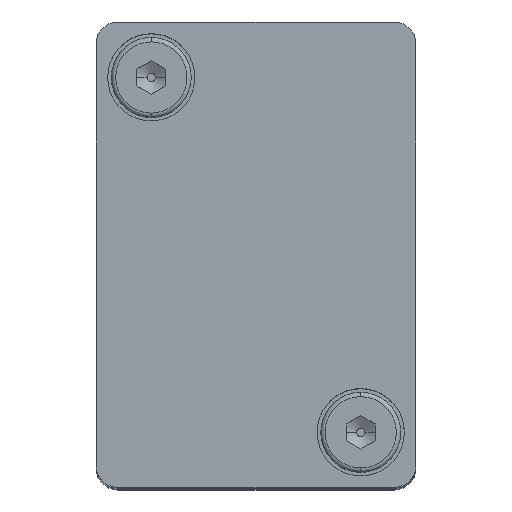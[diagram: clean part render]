
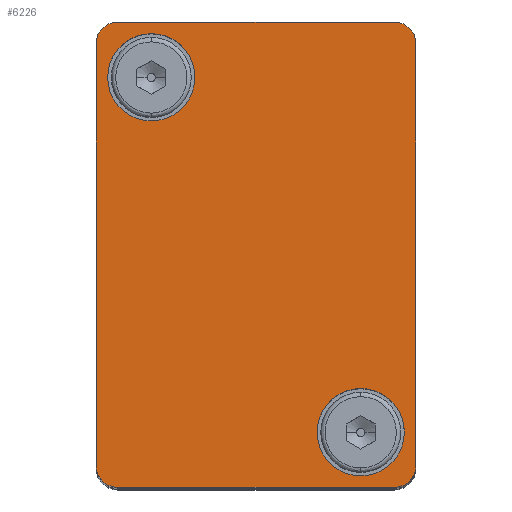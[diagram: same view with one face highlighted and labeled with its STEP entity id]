
A CAD part, top view. The second image highlights one B-rep face of the part: STEP entity #6226.
In plain terms, the highlighted face is planar.
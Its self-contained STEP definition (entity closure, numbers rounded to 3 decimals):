
#154=CARTESIAN_POINT('',(7.2,19.75,15.2));
#155=VERTEX_POINT('',#154);
#171=CARTESIAN_POINT('',(7.2,19.75,9.2));
#172=VERTEX_POINT('',#171);
#179=CARTESIAN_POINT('',(7.2,19.75,12.2));
#180=DIRECTION('',(0.0,-1.0,0.0));
#181=DIRECTION('',(0.0,0.0,1.0));
#182=AXIS2_PLACEMENT_3D('',#179,#180,#181);
#183=CIRCLE('',#182,3.0);
#184=EDGE_CURVE('',#155,#172,#183,.T.);
#196=CARTESIAN_POINT('',(-7.2,19.75,-9.2));
#197=VERTEX_POINT('',#196);
#213=CARTESIAN_POINT('',(-7.2,19.75,-15.2));
#214=VERTEX_POINT('',#213);
#221=CARTESIAN_POINT('',(-7.2,19.75,-12.2));
#222=DIRECTION('',(0.0,-1.0,0.0));
#223=DIRECTION('',(0.0,0.0,1.0));
#224=AXIS2_PLACEMENT_3D('',#221,#222,#223);
#225=CIRCLE('',#224,3.0);
#226=EDGE_CURVE('',#197,#214,#225,.T.);
#238=CARTESIAN_POINT('',(-10.561,19.75,15.561));
#239=VERTEX_POINT('',#238);
#255=CARTESIAN_POINT('',(-9.5,19.75,16.));
#256=VERTEX_POINT('',#255);
#263=CARTESIAN_POINT('',(-9.5,19.75,14.5));
#264=DIRECTION('',(0.0,-1.,0.0));
#265=DIRECTION('',(-0.707,0.0,0.707));
#266=AXIS2_PLACEMENT_3D('',#263,#264,#265);
#267=CIRCLE('',#266,1.5);
#268=EDGE_CURVE('',#256,#239,#267,.T.);
#280=CARTESIAN_POINT('',(-10.561,19.75,-15.561));
#281=VERTEX_POINT('',#280);
#297=CARTESIAN_POINT('',(-11.0,19.75,-14.5));
#298=VERTEX_POINT('',#297);
#305=CARTESIAN_POINT('',(-9.5,19.75,-14.5));
#306=DIRECTION('',(0.0,-1.,0.0));
#307=DIRECTION('',(-0.707,0.0,-0.707));
#308=AXIS2_PLACEMENT_3D('',#305,#306,#307);
#309=CIRCLE('',#308,1.5);
#310=EDGE_CURVE('',#298,#281,#309,.T.);
#322=CARTESIAN_POINT('',(10.561,19.75,-15.561));
#323=VERTEX_POINT('',#322);
#339=CARTESIAN_POINT('',(9.5,19.75,-16.0));
#340=VERTEX_POINT('',#339);
#347=CARTESIAN_POINT('',(9.5,19.75,-14.5));
#348=DIRECTION('',(0.0,-1.,0.0));
#349=DIRECTION('',(0.707,0.0,-0.707));
#350=AXIS2_PLACEMENT_3D('',#347,#348,#349);
#351=CIRCLE('',#350,1.5);
#352=EDGE_CURVE('',#340,#323,#351,.T.);
#364=CARTESIAN_POINT('',(10.561,19.75,15.561));
#365=VERTEX_POINT('',#364);
#381=CARTESIAN_POINT('',(11.0,19.75,14.5));
#382=VERTEX_POINT('',#381);
#389=CARTESIAN_POINT('',(9.5,19.75,14.5));
#390=DIRECTION('',(0.0,-1.,0.0));
#391=DIRECTION('',(0.707,0.0,0.707));
#392=AXIS2_PLACEMENT_3D('',#389,#390,#391);
#393=CIRCLE('',#392,1.5);
#394=EDGE_CURVE('',#382,#365,#393,.T.);
#6093=CARTESIAN_POINT('',(9.5,19.75,16.));
#6094=VERTEX_POINT('',#6093);
#6095=CARTESIAN_POINT('',(9.5,19.75,14.5));
#6096=DIRECTION('',(0.0,-1.,0.0));
#6097=DIRECTION('',(0.707,0.0,0.707));
#6098=AXIS2_PLACEMENT_3D('',#6095,#6096,#6097);
#6099=CIRCLE('',#6098,1.5);
#6100=EDGE_CURVE('',#365,#6094,#6099,.T.);
#6126=CARTESIAN_POINT('',(9.5,19.75,16.));
#6127=DIRECTION('',(-1.0,0.0,0.0));
#6128=VECTOR('',#6127,19.0);
#6129=LINE('',#6126,#6128);
#6130=EDGE_CURVE('',#6094,#256,#6129,.T.);
#6148=CARTESIAN_POINT('',(0.,19.75,0.));
#6149=DIRECTION('',(0.0,1.0,0.0));
#6150=DIRECTION('',(0.0,0.0,1.0));
#6151=AXIS2_PLACEMENT_3D('',#6148,#6149,#6150);
#6152=PLANE('',#6151);
#6153=ORIENTED_EDGE('',*,*,#394,.F.);
#6154=CARTESIAN_POINT('',(11.0,19.75,-14.5));
#6155=VERTEX_POINT('',#6154);
#6156=CARTESIAN_POINT('',(11.0,19.75,-14.5));
#6157=DIRECTION('',(0.0,0.0,1.0));
#6158=VECTOR('',#6157,29.0);
#6159=LINE('',#6156,#6158);
#6160=EDGE_CURVE('',#6155,#382,#6159,.T.);
#6161=ORIENTED_EDGE('',*,*,#6160,.F.);
#6162=CARTESIAN_POINT('',(9.5,19.75,-14.5));
#6163=DIRECTION('',(0.0,-1.,0.0));
#6164=DIRECTION('',(0.707,0.0,-0.707));
#6165=AXIS2_PLACEMENT_3D('',#6162,#6163,#6164);
#6166=CIRCLE('',#6165,1.5);
#6167=EDGE_CURVE('',#323,#6155,#6166,.T.);
#6168=ORIENTED_EDGE('',*,*,#6167,.F.);
#6169=ORIENTED_EDGE('',*,*,#352,.F.);
#6170=CARTESIAN_POINT('',(-9.5,19.75,-16.));
#6171=VERTEX_POINT('',#6170);
#6172=CARTESIAN_POINT('',(-9.5,19.75,-16.));
#6173=DIRECTION('',(1.0,0.0,0.0));
#6174=VECTOR('',#6173,19.0);
#6175=LINE('',#6172,#6174);
#6176=EDGE_CURVE('',#6171,#340,#6175,.T.);
#6177=ORIENTED_EDGE('',*,*,#6176,.F.);
#6178=CARTESIAN_POINT('',(-9.5,19.75,-14.5));
#6179=DIRECTION('',(0.0,-1.,0.0));
#6180=DIRECTION('',(-0.707,0.0,-0.707));
#6181=AXIS2_PLACEMENT_3D('',#6178,#6179,#6180);
#6182=CIRCLE('',#6181,1.5);
#6183=EDGE_CURVE('',#281,#6171,#6182,.T.);
#6184=ORIENTED_EDGE('',*,*,#6183,.F.);
#6185=ORIENTED_EDGE('',*,*,#310,.F.);
#6186=CARTESIAN_POINT('',(-11.0,19.75,14.5));
#6187=VERTEX_POINT('',#6186);
#6188=CARTESIAN_POINT('',(-11.0,19.75,14.5));
#6189=DIRECTION('',(0.0,0.0,-1.0));
#6190=VECTOR('',#6189,29.);
#6191=LINE('',#6188,#6190);
#6192=EDGE_CURVE('',#6187,#298,#6191,.T.);
#6193=ORIENTED_EDGE('',*,*,#6192,.F.);
#6194=CARTESIAN_POINT('',(-9.5,19.75,14.5));
#6195=DIRECTION('',(0.0,-1.,0.0));
#6196=DIRECTION('',(-0.707,0.0,0.707));
#6197=AXIS2_PLACEMENT_3D('',#6194,#6195,#6196);
#6198=CIRCLE('',#6197,1.5);
#6199=EDGE_CURVE('',#239,#6187,#6198,.T.);
#6200=ORIENTED_EDGE('',*,*,#6199,.F.);
#6201=ORIENTED_EDGE('',*,*,#268,.F.);
#6202=ORIENTED_EDGE('',*,*,#6130,.F.);
#6203=ORIENTED_EDGE('',*,*,#6100,.F.);
#6204=EDGE_LOOP('',(#6153,#6161,#6168,#6169,#6177,#6184,#6185,#6193,#6200,#6201,#6202,#6203));
#6205=FACE_OUTER_BOUND('',#6204,.T.);
#6206=ORIENTED_EDGE('',*,*,#226,.T.);
#6207=CARTESIAN_POINT('',(-7.2,19.75,-12.2));
#6208=DIRECTION('',(0.0,-1.0,0.0));
#6209=DIRECTION('',(0.0,0.0,1.0));
#6210=AXIS2_PLACEMENT_3D('',#6207,#6208,#6209);
#6211=CIRCLE('',#6210,3.0);
#6212=EDGE_CURVE('',#214,#197,#6211,.T.);
#6213=ORIENTED_EDGE('',*,*,#6212,.T.);
#6214=EDGE_LOOP('',(#6206,#6213));
#6215=FACE_BOUND('',#6214,.T.);
#6216=ORIENTED_EDGE('',*,*,#184,.T.);
#6217=CARTESIAN_POINT('',(7.2,19.75,12.2));
#6218=DIRECTION('',(0.0,-1.0,0.0));
#6219=DIRECTION('',(0.0,0.0,1.0));
#6220=AXIS2_PLACEMENT_3D('',#6217,#6218,#6219);
#6221=CIRCLE('',#6220,3.0);
#6222=EDGE_CURVE('',#172,#155,#6221,.T.);
#6223=ORIENTED_EDGE('',*,*,#6222,.T.);
#6224=EDGE_LOOP('',(#6216,#6223));
#6225=FACE_BOUND('',#6224,.T.);
#6226=ADVANCED_FACE('',(#6205,#6215,#6225),#6152,.T.);
